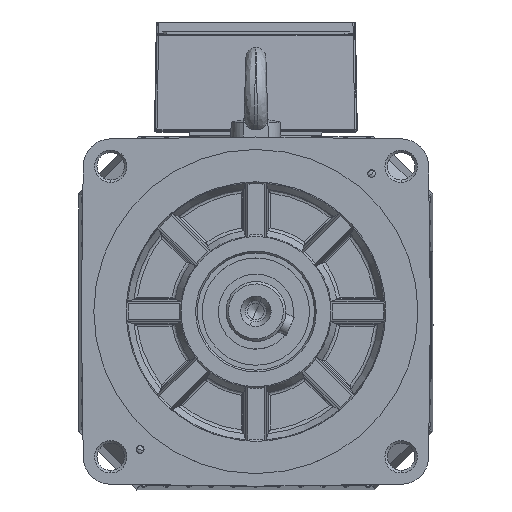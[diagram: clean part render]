
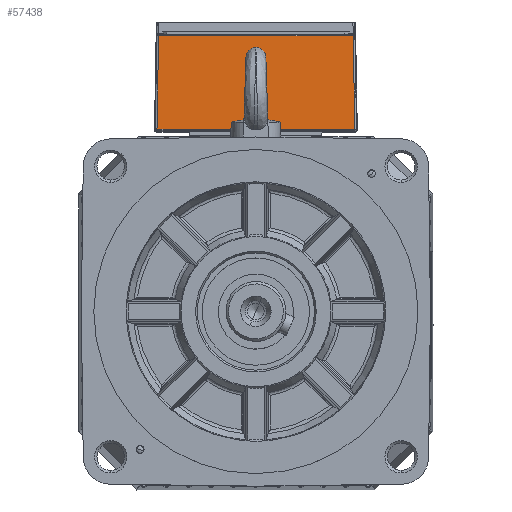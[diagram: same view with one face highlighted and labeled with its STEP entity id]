
A CAD part, top view. The second image highlights one B-rep face of the part: STEP entity #57438.
In plain terms, the highlighted planar face has unit normal (0, 0.018, 1).
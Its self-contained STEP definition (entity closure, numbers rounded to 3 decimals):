
#2020=CARTESIAN_POINT('',(39.009,110.991,35.509));
#2021=VERTEX_POINT('',#2020);
#2037=CARTESIAN_POINT('',(39.663,73.517,36.163));
#2038=VERTEX_POINT('',#2037);
#2039=CARTESIAN_POINT('',(39.009,110.991,35.509));
#2040=DIRECTION('',(0.017,-1.,0.017));
#2041=VECTOR('',#2040,37.485);
#2042=LINE('',#2039,#2041);
#2043=EDGE_CURVE('',#2021,#2038,#2042,.T.);
#56518=CARTESIAN_POINT('',(-39.009,110.991,35.509));
#56519=VERTEX_POINT('',#56518);
#56525=CARTESIAN_POINT('',(-39.009,110.991,35.509));
#56526=CARTESIAN_POINT('',(-38.87,110.991,35.509));
#56527=CARTESIAN_POINT('',(-38.738,110.991,35.509));
#56528=CARTESIAN_POINT('',(-38.398,110.991,35.509));
#56529=CARTESIAN_POINT('',(-38.194,110.991,35.509));
#56530=CARTESIAN_POINT('',(-37.583,110.991,35.509));
#56531=CARTESIAN_POINT('',(-37.177,110.991,35.509));
#56532=CARTESIAN_POINT('',(-35.957,110.991,35.509));
#56533=CARTESIAN_POINT('',(-35.136,110.991,35.509));
#56534=CARTESIAN_POINT('',(-32.66,110.991,35.509));
#56535=CARTESIAN_POINT('',(-31.014,110.991,35.509));
#56536=CARTESIAN_POINT('',(-26.096,110.991,35.509));
#56537=CARTESIAN_POINT('',(-22.816,110.991,35.509));
#56538=CARTESIAN_POINT('',(-16.252,110.991,35.509));
#56539=CARTESIAN_POINT('',(-12.971,110.991,35.509));
#56540=CARTESIAN_POINT('',(-6.409,110.991,35.509));
#56541=CARTESIAN_POINT('',(-3.127,110.991,35.509));
#56542=CARTESIAN_POINT('',(3.435,110.991,35.509));
#56543=CARTESIAN_POINT('',(6.716,110.991,35.509));
#56544=CARTESIAN_POINT('',(13.279,110.991,35.509));
#56545=CARTESIAN_POINT('',(16.559,110.991,35.509));
#56546=CARTESIAN_POINT('',(23.098,110.991,35.509));
#56547=CARTESIAN_POINT('',(26.352,110.991,35.509));
#56548=CARTESIAN_POINT('',(31.232,110.991,35.509));
#56549=CARTESIAN_POINT('',(32.867,110.991,35.509));
#56550=CARTESIAN_POINT('',(35.323,110.991,35.509));
#56551=CARTESIAN_POINT('',(36.136,110.991,35.509));
#56552=CARTESIAN_POINT('',(37.346,110.991,35.509));
#56553=CARTESIAN_POINT('',(37.748,110.991,35.509));
#56554=CARTESIAN_POINT('',(38.355,110.991,35.509));
#56555=CARTESIAN_POINT('',(38.558,110.991,35.509));
#56556=CARTESIAN_POINT('',(38.844,110.991,35.509));
#56557=CARTESIAN_POINT('',(38.926,110.991,35.509));
#56558=CARTESIAN_POINT('',(39.009,110.991,35.509));
#56559=B_SPLINE_CURVE_WITH_KNOTS('',3,(#56525,#56526,#56527,#56528,#56529,#56530,#56531,#56532,#56533,#56534,#56535,#56536,#56537,#56538,#56539,#56540,#56541,#56542,#56543,#56544,#56545,#56546,#56547,#56548,#56549,#56550,#56551,#56552,#56553,#56554,#56555,#56556,#56557,#56558),.UNSPECIFIED.,.F.,.U.,(4,2,2,2,2,2,2,2,2,2,2,2,2,2,2,2,4),(23.312,23.353,23.414,23.537,23.783,24.275,25.26,26.244,27.229,28.213,29.197,30.174,30.662,30.906,31.029,31.09,31.114),.UNSPECIFIED.);
#56560=EDGE_CURVE('',#56519,#2021,#56559,.T.);
#57317=CARTESIAN_POINT('',(-39.663,73.517,36.163));
#57318=VERTEX_POINT('',#57317);
#57319=CARTESIAN_POINT('',(39.663,73.517,36.163));
#57320=DIRECTION('',(-1.0,0.0,0.0));
#57321=VECTOR('',#57320,79.326);
#57322=LINE('',#57319,#57321);
#57323=EDGE_CURVE('',#2038,#57318,#57322,.T.);
#57417=CARTESIAN_POINT('',(-39.663,73.517,36.163));
#57418=DIRECTION('',(0.017,1.,-0.017));
#57419=VECTOR('',#57418,37.485);
#57420=LINE('',#57417,#57419);
#57421=EDGE_CURVE('',#57318,#56519,#57420,.T.);
#57427=CARTESIAN_POINT('',(-40.,111.5,35.5));
#57428=DIRECTION('',(0.,0.017,1.));
#57429=DIRECTION('',(-1.0,0.0,0.0));
#57430=AXIS2_PLACEMENT_3D('',#57427,#57428,#57429);
#57431=PLANE('',#57430);
#57432=ORIENTED_EDGE('',*,*,#56560,.F.);
#57433=ORIENTED_EDGE('',*,*,#57421,.F.);
#57434=ORIENTED_EDGE('',*,*,#57323,.F.);
#57435=ORIENTED_EDGE('',*,*,#2043,.F.);
#57436=EDGE_LOOP('',(#57432,#57433,#57434,#57435));
#57437=FACE_OUTER_BOUND('',#57436,.T.);
#57438=ADVANCED_FACE('',(#57437),#57431,.T.);
